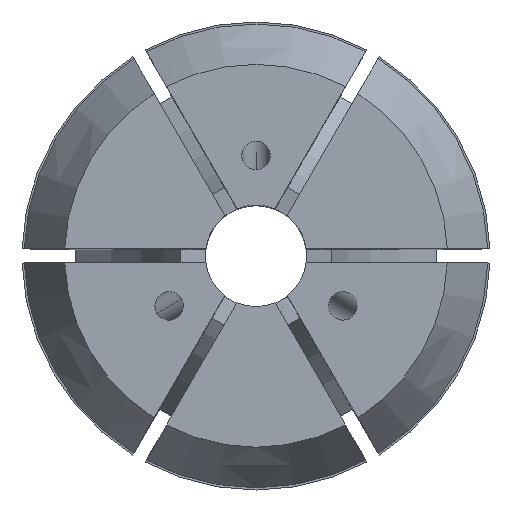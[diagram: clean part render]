
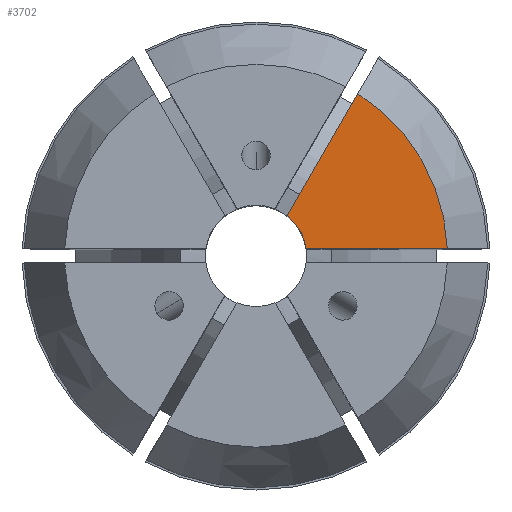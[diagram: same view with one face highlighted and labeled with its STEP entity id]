
A CAD part, top view. The second image highlights one B-rep face of the part: STEP entity #3702.
In plain terms, the highlighted planar face has unit normal (0, 0, 1).
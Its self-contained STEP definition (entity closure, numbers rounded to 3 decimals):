
#238 = VERTEX_POINT ( 'NONE', #2015 ) ;
#297 = LINE ( 'NONE', #930, #3473 ) ;
#319 = VERTEX_POINT ( 'NONE', #584 ) ;
#372 = DIRECTION ( 'NONE',  ( -1., 0., 0. ) ) ;
#571 = DIRECTION ( 'NONE',  ( 0.5, 0.866, 0. ) ) ;
#584 = CARTESIAN_POINT ( 'NONE',  ( 2.201, 2.813, 40. ) ) ;
#613 = CIRCLE ( 'NONE', #2719, 3.572 ) ;
#688 = LINE ( 'NONE', #1792, #1619 ) ;
#930 = CARTESIAN_POINT ( 'NONE',  ( 0., 0.5, 40. ) ) ;
#1054 = EDGE_CURVE ( 'NONE', #1236, #238, #2190, .T. ) ;
#1122 = DIRECTION ( 'NONE',  ( 0., 0., 1. ) ) ;
#1236 = VERTEX_POINT ( 'NONE', #3841 ) ;
#1433 = ORIENTED_EDGE ( 'NONE', *, *, #3453, .F. ) ;
#1526 = DIRECTION ( 'NONE',  ( -1., 0., 0. ) ) ;
#1545 = DIRECTION ( 'NONE',  ( 1., 0., 0. ) ) ;
#1614 = ORIENTED_EDGE ( 'NONE', *, *, #1054, .F. ) ;
#1619 = VECTOR ( 'NONE', #571, 1000. ) ;
#1671 = AXIS2_PLACEMENT_3D ( 'NONE', #3452, #3770, #1545 ) ;
#1792 = CARTESIAN_POINT ( 'NONE',  ( 6.278, 9.875, 40. ) ) ;
#2015 = CARTESIAN_POINT ( 'NONE',  ( 13.49, 0.5, 40. ) ) ;
#2190 = CIRCLE ( 'NONE', #3496, 13.499 ) ;
#2260 = CARTESIAN_POINT ( 'NONE',  ( 0., 0., 40. ) ) ;
#2432 = EDGE_CURVE ( 'NONE', #3334, #319, #613, .T. ) ;
#2477 = PLANE ( 'NONE',  #1671 ) ;
#2624 = EDGE_CURVE ( 'NONE', #238, #3334, #297, .T. ) ;
#2719 = AXIS2_PLACEMENT_3D ( 'NONE', #3073, #1122, #3405 ) ;
#2779 = CARTESIAN_POINT ( 'NONE',  ( 3.537, 0.5, 40. ) ) ;
#2895 = ORIENTED_EDGE ( 'NONE', *, *, #2624, .F. ) ;
#3066 = EDGE_LOOP ( 'NONE', ( #1433, #3796, #2895, #1614 ) ) ;
#3071 = FACE_OUTER_BOUND ( 'NONE', #3066, .T. ) ;
#3073 = CARTESIAN_POINT ( 'NONE',  ( 0., 0., 40. ) ) ;
#3334 = VERTEX_POINT ( 'NONE', #2779 ) ;
#3405 = DIRECTION ( 'NONE',  ( 1., 0., 0. ) ) ;
#3452 = CARTESIAN_POINT ( 'NONE',  ( 0., 13.499, 40. ) ) ;
#3453 = EDGE_CURVE ( 'NONE', #319, #1236, #688, .T. ) ;
#3473 = VECTOR ( 'NONE', #1526, 1000. ) ;
#3496 = AXIS2_PLACEMENT_3D ( 'NONE', #2260, #3540, #372 ) ;
#3540 = DIRECTION ( 'NONE',  ( 0., 0., -1. ) ) ;
#3702 = ADVANCED_FACE ( 'NONE', ( #3071 ), #2477, .T. ) ;
#3770 = DIRECTION ( 'NONE',  ( 0., 0., 1. ) ) ;
#3796 = ORIENTED_EDGE ( 'NONE', *, *, #2432, .F. ) ;
#3841 = CARTESIAN_POINT ( 'NONE',  ( 7.178, 11.433, 40. ) ) ;
